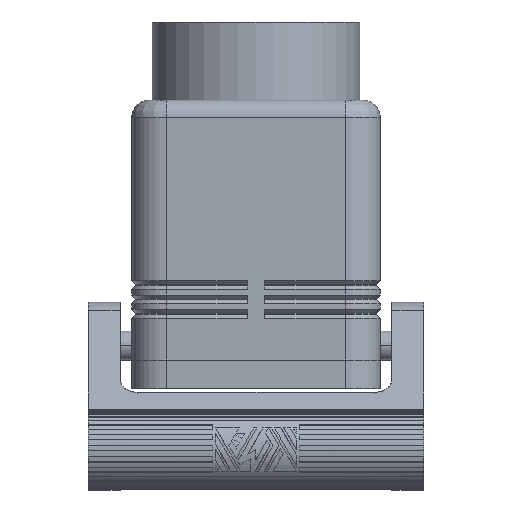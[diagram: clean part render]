
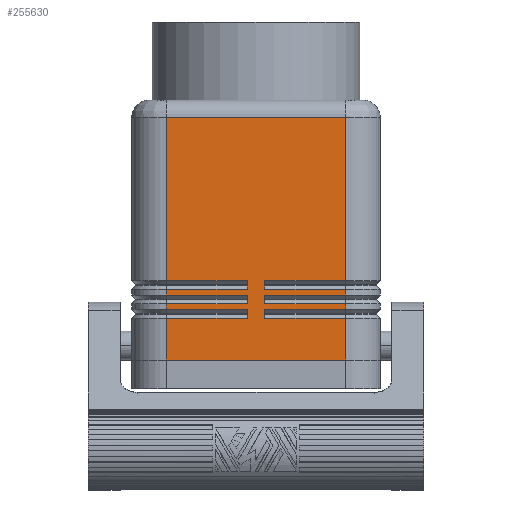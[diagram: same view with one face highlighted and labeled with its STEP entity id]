
A CAD part, left-side view. The second image highlights one B-rep face of the part: STEP entity #255630.
In plain terms, the highlighted planar face has unit normal (-1, 0, 0).
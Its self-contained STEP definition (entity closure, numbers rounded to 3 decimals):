
#187660=CARTESIAN_POINT('',(-46.75,-1.5,12.25));
#187670=DIRECTION('',(0.,-1.,0.));
#187680=VECTOR('',#187670,14.);
#187690=LINE('',#187660,#187680);
#187700=CARTESIAN_POINT('',(-46.75,-1.5,12.25));
#187710=VERTEX_POINT('',#187700);
#187720=CARTESIAN_POINT('',(-46.75,-15.5,12.25));
#187730=VERTEX_POINT('',#187720);
#187740=EDGE_CURVE('',#187710,#187730,#187690,.T.);
#188060=CARTESIAN_POINT('',(-46.75,-1.5,17.25));
#188070=DIRECTION('',(0.,-1.,0.));
#188080=VECTOR('',#188070,14.);
#188090=LINE('',#188060,#188080);
#188100=CARTESIAN_POINT('',(-46.75,-1.5,17.25));
#188110=VERTEX_POINT('',#188100);
#188120=CARTESIAN_POINT('',(-46.75,-15.5,17.25));
#188130=VERTEX_POINT('',#188120);
#188140=EDGE_CURVE('',#188110,#188130,#188090,.T.);
#189320=CARTESIAN_POINT('',(-46.75,-1.5,14.75));
#189330=VERTEX_POINT('',#189320);
#189380=CARTESIAN_POINT('',(-46.75,-1.5,16.25));
#189390=DIRECTION('',(0.,0.,-1.));
#189400=VECTOR('',#189390,1.5);
#189410=LINE('',#189380,#189400);
#189420=CARTESIAN_POINT('',(-46.75,-1.5,16.25));
#189430=VERTEX_POINT('',#189420);
#189440=EDGE_CURVE('',#189430,#189330,#189410,.T.);
#192410=CARTESIAN_POINT('',(-46.75,1.5,16.25));
#192420=DIRECTION('',(0.,1.,0.));
#192430=VECTOR('',#192420,14.);
#192440=LINE('',#192410,#192430);
#192450=CARTESIAN_POINT('',(-46.75,1.5,16.25));
#192460=VERTEX_POINT('',#192450);
#192470=CARTESIAN_POINT('',(-46.75,15.5,16.25));
#192480=VERTEX_POINT('',#192470);
#192490=EDGE_CURVE('',#192460,#192480,#192440,.T.);
#193920=CARTESIAN_POINT('',(-46.75,1.5,18.75));
#193930=DIRECTION('',(0.,1.,0.));
#193940=VECTOR('',#193930,14.);
#193950=LINE('',#193920,#193940);
#193960=CARTESIAN_POINT('',(-46.75,1.5,18.75));
#193970=VERTEX_POINT('',#193960);
#193980=CARTESIAN_POINT('',(-46.75,15.5,18.75));
#193990=VERTEX_POINT('',#193980);
#194000=EDGE_CURVE('',#193970,#193990,#193950,.T.);
#195840=CARTESIAN_POINT('',(-46.75,-15.5,13.75));
#195850=VERTEX_POINT('',#195840);
#196220=CARTESIAN_POINT('',(-46.75,-15.5,12.25));
#196230=DIRECTION('',(0.,0.,-1.));
#196240=VECTOR('',#196230,7.25);
#196250=LINE('',#196220,#196240);
#196260=CARTESIAN_POINT('',(-46.75,-15.5,5.));
#196270=VERTEX_POINT('',#196260);
#196280=EDGE_CURVE('',#187730,#196270,#196250,.T.);
#197700=CARTESIAN_POINT('',(-46.75,-15.5,16.25));
#197710=VERTEX_POINT('',#197700);
#198080=CARTESIAN_POINT('',(-46.75,-15.5,14.75));
#198090=DIRECTION('',(0.,0.,-1.));
#198100=VECTOR('',#198090,1.);
#198110=LINE('',#198080,#198100);
#198120=CARTESIAN_POINT('',(-46.75,-15.5,14.75));
#198130=VERTEX_POINT('',#198120);
#198140=EDGE_CURVE('',#198130,#195850,#198110,.T.);
#199260=CARTESIAN_POINT('',(-46.75,-15.5,47.));
#199270=DIRECTION('',(0.,0.,-1.));
#199280=VECTOR('',#199270,28.25);
#199290=LINE('',#199260,#199280);
#199300=CARTESIAN_POINT('',(-46.75,-15.5,47.));
#199310=VERTEX_POINT('',#199300);
#199320=CARTESIAN_POINT('',(-46.75,-15.5,18.75));
#199330=VERTEX_POINT('',#199320);
#199340=EDGE_CURVE('',#199310,#199330,#199290,.T.);
#200230=CARTESIAN_POINT('',(-46.75,-15.5,17.25));
#200240=DIRECTION('',(0.,0.,-1.));
#200250=VECTOR('',#200240,1.);
#200260=LINE('',#200230,#200250);
#200270=EDGE_CURVE('',#188130,#197710,#200260,.T.);
#201490=CARTESIAN_POINT('',(-46.75,15.5,13.75));
#201500=VERTEX_POINT('',#201490);
#202220=CARTESIAN_POINT('',(-46.75,15.5,12.25));
#202230=VERTEX_POINT('',#202220);
#203740=CARTESIAN_POINT('',(-46.75,15.5,16.25));
#203750=DIRECTION('',(0.,0.,1.));
#203760=VECTOR('',#203750,1.);
#203770=LINE('',#203740,#203760);
#203780=CARTESIAN_POINT('',(-46.75,15.5,17.25));
#203790=VERTEX_POINT('',#203780);
#203800=EDGE_CURVE('',#192480,#203790,#203770,.T.);
#204140=CARTESIAN_POINT('',(-46.75,15.5,18.75));
#204150=DIRECTION('',(0.,0.,1.));
#204160=VECTOR('',#204150,28.25);
#204170=LINE('',#204140,#204160);
#204180=CARTESIAN_POINT('',(-46.75,15.5,47.));
#204190=VERTEX_POINT('',#204180);
#204200=EDGE_CURVE('',#193990,#204190,#204170,.T.);
#205110=CARTESIAN_POINT('',(-46.75,15.5,13.75));
#205120=DIRECTION('',(0.,0.,1.));
#205130=VECTOR('',#205120,1.);
#205140=LINE('',#205110,#205130);
#205150=CARTESIAN_POINT('',(-46.75,15.5,14.75));
#205160=VERTEX_POINT('',#205150);
#205170=EDGE_CURVE('',#201500,#205160,#205140,.T.);
#208540=CARTESIAN_POINT('',(-46.75,1.5,14.75));
#208550=VERTEX_POINT('',#208540);
#208580=CARTESIAN_POINT('',(-46.75,15.5,14.75));
#208590=DIRECTION('',(0.,-1.,0.));
#208600=VECTOR('',#208590,14.);
#208610=LINE('',#208580,#208600);
#208620=EDGE_CURVE('',#205160,#208550,#208610,.T.);
#210370=CARTESIAN_POINT('',(-46.75,-1.5,18.75));
#210380=DIRECTION('',(0.,0.,-1.));
#210390=VECTOR('',#210380,1.5);
#210400=LINE('',#210370,#210390);
#210410=CARTESIAN_POINT('',(-46.75,-1.5,18.75));
#210420=VERTEX_POINT('',#210410);
#210430=EDGE_CURVE('',#210420,#188110,#210400,.T.);
#218140=CARTESIAN_POINT('',(-46.75,15.5,47.));
#218150=DIRECTION('',(0.,-1.,0.));
#218160=VECTOR('',#218150,31.);
#218170=LINE('',#218140,#218160);
#218180=EDGE_CURVE('',#204190,#199310,#218170,.T.);
#222460=CARTESIAN_POINT('',(-46.75,1.5,17.25));
#222470=VERTEX_POINT('',#222460);
#222500=CARTESIAN_POINT('',(-46.75,15.5,17.25));
#222510=DIRECTION('',(0.,-1.,0.));
#222520=VECTOR('',#222510,14.);
#222530=LINE('',#222500,#222520);
#222540=EDGE_CURVE('',#203790,#222470,#222530,.T.);
#223700=CARTESIAN_POINT('',(-46.75,-15.5,16.25));
#223710=DIRECTION('',(0.,1.,0.));
#223720=VECTOR('',#223710,14.);
#223730=LINE('',#223700,#223720);
#223740=EDGE_CURVE('',#197710,#189430,#223730,.T.);
#224380=CARTESIAN_POINT('',(-46.75,-1.5,14.75));
#224390=DIRECTION('',(0.,-1.,0.));
#224400=VECTOR('',#224390,14.);
#224410=LINE('',#224380,#224400);
#224420=EDGE_CURVE('',#189330,#198130,#224410,.T.);
#230290=CARTESIAN_POINT('',(-46.75,15.5,5.));
#230300=DIRECTION('',(0.,0.,1.));
#230310=VECTOR('',#230300,7.25);
#230320=LINE('',#230290,#230310);
#230330=CARTESIAN_POINT('',(-46.75,15.5,5.));
#230340=VERTEX_POINT('',#230330);
#230350=EDGE_CURVE('',#230340,#202230,#230320,.T.);
#235860=CARTESIAN_POINT('',(-46.75,-1.5,13.75));
#235870=DIRECTION('',(0.,0.,-1.));
#235880=VECTOR('',#235870,1.5);
#235890=LINE('',#235860,#235880);
#235900=CARTESIAN_POINT('',(-46.75,-1.5,13.75));
#235910=VERTEX_POINT('',#235900);
#235920=EDGE_CURVE('',#235910,#187710,#235890,.T.);
#245690=CARTESIAN_POINT('',(-46.75,15.5,5.));
#245700=DIRECTION('',(0.,-1.,0.));
#245710=VECTOR('',#245700,31.);
#245720=LINE('',#245690,#245710);
#245730=EDGE_CURVE('',#230340,#196270,#245720,.T.);
#254680=CARTESIAN_POINT('',(-46.75,-15.5,18.75));
#254690=DIRECTION('',(0.,1.,0.));
#254700=VECTOR('',#254690,14.);
#254710=LINE('',#254680,#254700);
#254720=EDGE_CURVE('',#199330,#210420,#254710,.T.);
#254940=CARTESIAN_POINT('',(-46.75,0.,50.));
#254950=DIRECTION('',(-1.,0.,0.));
#254960=DIRECTION('',(0.,0.,1.));
#254970=AXIS2_PLACEMENT_3D('',#254940,#254950,#254960);
#254980=PLANE('',#254970);
#254990=ORIENTED_EDGE('',*,*,#230350,.F.);
#255000=CARTESIAN_POINT('',(-46.75,15.5,12.25));
#255010=DIRECTION('',(0.,-1.,0.));
#255020=VECTOR('',#255010,14.);
#255030=LINE('',#255000,#255020);
#255040=CARTESIAN_POINT('',(-46.75,1.5,12.25));
#255050=VERTEX_POINT('',#255040);
#255060=EDGE_CURVE('',#202230,#255050,#255030,.T.);
#255070=ORIENTED_EDGE('',*,*,#255060,.F.);
#255080=CARTESIAN_POINT('',(-46.75,1.5,12.25));
#255090=DIRECTION('',(0.,0.,1.));
#255100=VECTOR('',#255090,1.5);
#255110=LINE('',#255080,#255100);
#255120=CARTESIAN_POINT('',(-46.75,1.5,13.75));
#255130=VERTEX_POINT('',#255120);
#255140=EDGE_CURVE('',#255050,#255130,#255110,.T.);
#255150=ORIENTED_EDGE('',*,*,#255140,.F.);
#255160=CARTESIAN_POINT('',(-46.75,1.5,13.75));
#255170=DIRECTION('',(0.,1.,0.));
#255180=VECTOR('',#255170,14.);
#255190=LINE('',#255160,#255180);
#255200=EDGE_CURVE('',#255130,#201500,#255190,.T.);
#255210=ORIENTED_EDGE('',*,*,#255200,.F.);
#255220=ORIENTED_EDGE('',*,*,#205170,.F.);
#255230=ORIENTED_EDGE('',*,*,#208620,.F.);
#255240=CARTESIAN_POINT('',(-46.75,1.5,14.75));
#255250=DIRECTION('',(0.,0.,1.));
#255260=VECTOR('',#255250,1.5);
#255270=LINE('',#255240,#255260);
#255280=EDGE_CURVE('',#208550,#192460,#255270,.T.);
#255290=ORIENTED_EDGE('',*,*,#255280,.F.);
#255300=ORIENTED_EDGE('',*,*,#192490,.F.);
#255310=ORIENTED_EDGE('',*,*,#203800,.F.);
#255320=ORIENTED_EDGE('',*,*,#222540,.F.);
#255330=CARTESIAN_POINT('',(-46.75,1.5,17.25));
#255340=DIRECTION('',(0.,0.,1.));
#255350=VECTOR('',#255340,1.5);
#255360=LINE('',#255330,#255350);
#255370=EDGE_CURVE('',#222470,#193970,#255360,.T.);
#255380=ORIENTED_EDGE('',*,*,#255370,.F.);
#255390=ORIENTED_EDGE('',*,*,#194000,.F.);
#255400=ORIENTED_EDGE('',*,*,#204200,.F.);
#255410=ORIENTED_EDGE('',*,*,#218180,.F.);
#255420=ORIENTED_EDGE('',*,*,#199340,.F.);
#255430=ORIENTED_EDGE('',*,*,#254720,.F.);
#255440=ORIENTED_EDGE('',*,*,#210430,.F.);
#255450=ORIENTED_EDGE('',*,*,#188140,.F.);
#255460=ORIENTED_EDGE('',*,*,#200270,.F.);
#255470=ORIENTED_EDGE('',*,*,#223740,.F.);
#255480=ORIENTED_EDGE('',*,*,#189440,.F.);
#255490=ORIENTED_EDGE('',*,*,#224420,.F.);
#255500=ORIENTED_EDGE('',*,*,#198140,.F.);
#255510=CARTESIAN_POINT('',(-46.75,-15.5,13.75));
#255520=DIRECTION('',(0.,1.,0.));
#255530=VECTOR('',#255520,14.);
#255540=LINE('',#255510,#255530);
#255550=EDGE_CURVE('',#195850,#235910,#255540,.T.);
#255560=ORIENTED_EDGE('',*,*,#255550,.F.);
#255570=ORIENTED_EDGE('',*,*,#235920,.F.);
#255580=ORIENTED_EDGE('',*,*,#187740,.F.);
#255590=ORIENTED_EDGE('',*,*,#196280,.F.);
#255600=ORIENTED_EDGE('',*,*,#245730,.T.);
#255610=EDGE_LOOP('',(#255600,#255590,#255580,#255570,#255560,#255500,
#255490,#255480,#255470,#255460,#255450,#255440,#255430,#255420,#255410,
#255400,#255390,#255380,#255320,#255310,#255300,#255290,#255230,#255220,
#255210,#255150,#255070,#254990));
#255620=FACE_OUTER_BOUND('',#255610,.T.);
#255630=ADVANCED_FACE('',(#255620),#254980,.T.);
